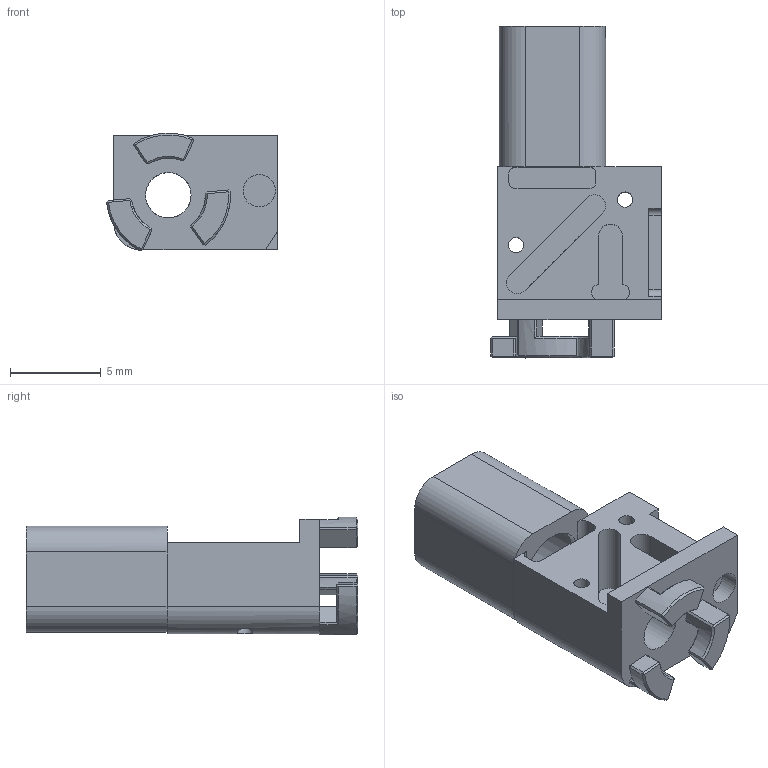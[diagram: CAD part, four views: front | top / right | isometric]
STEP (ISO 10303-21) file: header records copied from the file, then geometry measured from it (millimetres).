
FILE_DESCRIPTION(/* description */ (''),/* implementation_level */ '2;1');
FILE_NAME(/* name */ 'Main_RNEL.step',/* time_stamp */ '2019-04-17T16:25:53-05:00',/* author */ ('savva.morozov'),/* organization */ (''),/* preprocessor_version */ 'ST-DEVELOPER v18',/* originating_system */ 'Autodesk Translation Framework v8.2.0.1029',/* authorisation */ '');
FILE_SCHEMA (('AUTOMOTIVE_DESIGN { 1 0 10303 214 3 1 1 }'));
Length unit declared in the file: millimetre
Products named in the file (1): Savva’s Main
Bounding box: 9.4 x 18.25 x 6.47 mm (x, y, z)
Volume: 344.4 mm3; surface area: 883.7 mm2
Topology: 1 solids, 1 shells, 150 faces, 372 edges, 227 vertices
Faces by surface type: plane 102, cylinder 34, cone 13, sphere 1
Full cylindrical faces by diameter (mm): 0.85 x3, 0.925 x1, 1.775 x1, 2 x2, 2.5 x1, 3 x1, 4 x1, 5.2 x1
Entity records: 4590 total; most frequent: CARTESIAN_POINT 982, ORIENTED_EDGE 744, DIRECTION 740, EDGE_CURVE 372, AXIS2_PLACEMENT_3D 251, LINE 238, VECTOR 238, VERTEX_POINT 227
